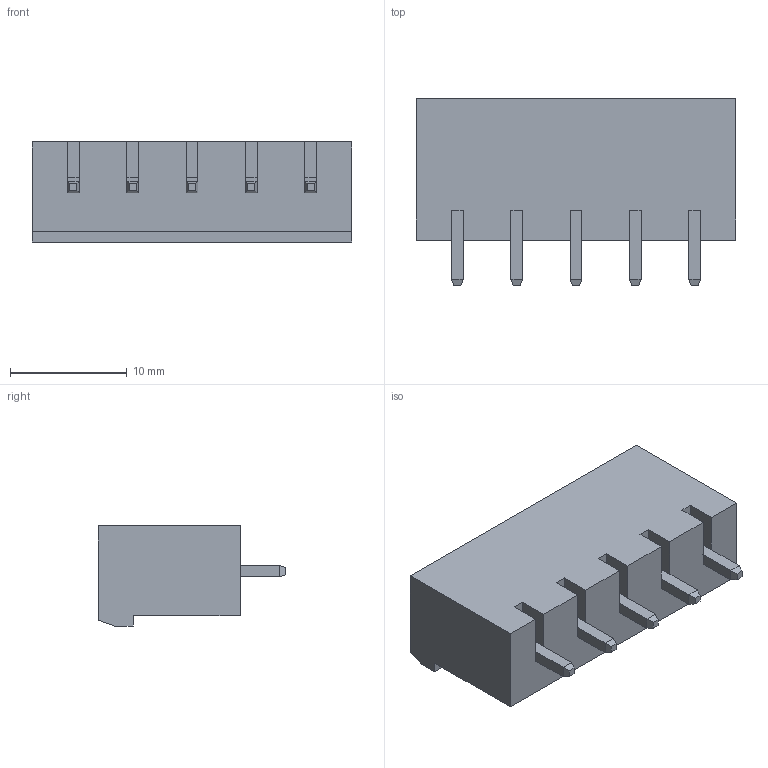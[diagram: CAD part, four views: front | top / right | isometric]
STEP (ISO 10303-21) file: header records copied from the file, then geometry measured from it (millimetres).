
FILE_DESCRIPTION (( 'STEP AP214' ), '1' );
FILE_NAME ('1755765.STEP', '2024-03-12T14:14:27', ( '' ), ( '' ), 'SwSTEP 2.0', 'SolidWorks 2021', '' );
FILE_SCHEMA (( 'AUTOMOTIVE_DESIGN' ));
Length unit declared in the file: millimetre
Products named in the file (3): MSTBVA 2,5_xx-G-5,08 green_5; Pin; 1755765
Assembly tree (6 placements, depth 2):
  1755765
    MSTBVA 2,5_xx-G-5,08 green_5
    Pin  x5
Bounding box: 27.4 x 16.05 x 8.57 mm (x, y, z)
Volume: 1343.8 mm3; surface area: 2319.4 mm2
Topology: 6 solids, 6 shells, 283 faces, 757 edges, 484 vertices
Faces by surface type: plane 219, cylinder 53, cone 11
Entity records: 7476 total; most frequent: CARTESIAN_POINT 1301, ORIENTED_EDGE 1290, DIRECTION 1252, EDGE_CURVE 645, LINE 510, VECTOR 510, VERTEX_POINT 420, AXIS2_PLACEMENT_3D 371
